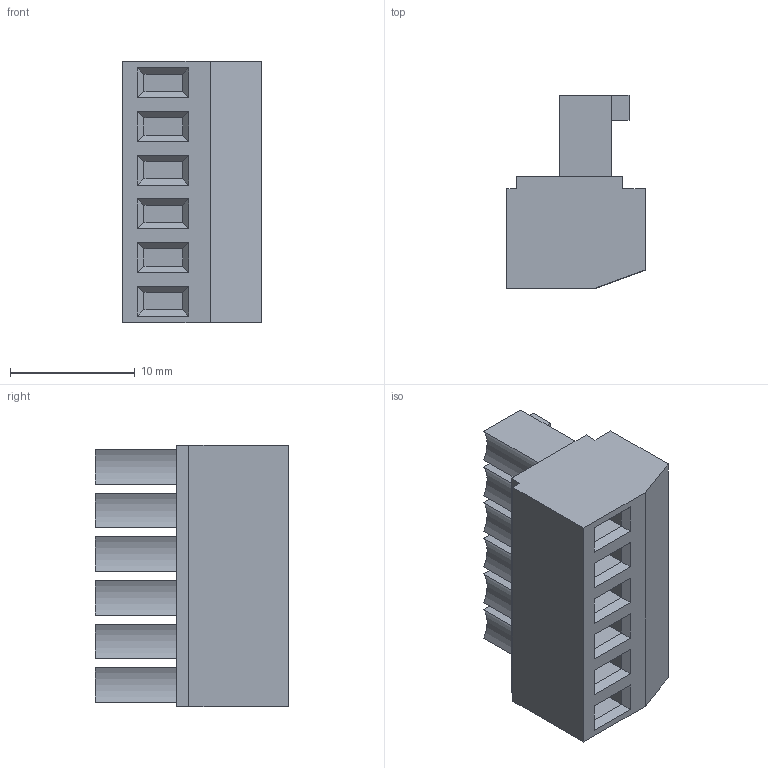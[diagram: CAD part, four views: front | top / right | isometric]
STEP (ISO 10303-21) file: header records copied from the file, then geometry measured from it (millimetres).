
FILE_DESCRIPTION (( 'STEP AP214' ), '1' );
FILE_NAME ('C2-6TB.STEP', '2021-09-21T11:17:53', ( '' ), ( '' ), 'SwSTEP 2.0', 'SolidWorks 2021', '' );
FILE_SCHEMA (( 'AUTOMOTIVE_DESIGN' ));
Length unit declared in the file: inch
Products named in the file (1): C2-6TB
Bounding box: 11.1 x 15.5 x 21 mm (x, y, z)
Volume: 2179.4 mm3; surface area: 2160.2 mm2
Topology: 1 solids, 1 shells, 209 faces, 479 edges, 308 vertices
Faces by surface type: plane 149, cylinder 48, cone 12
Entity records: 5871 total; most frequent: DIRECTION 1009, CARTESIAN_POINT 997, ORIENTED_EDGE 958, EDGE_CURVE 479, LINE 369, VECTOR 369, AXIS2_PLACEMENT_3D 320, VERTEX_POINT 308
